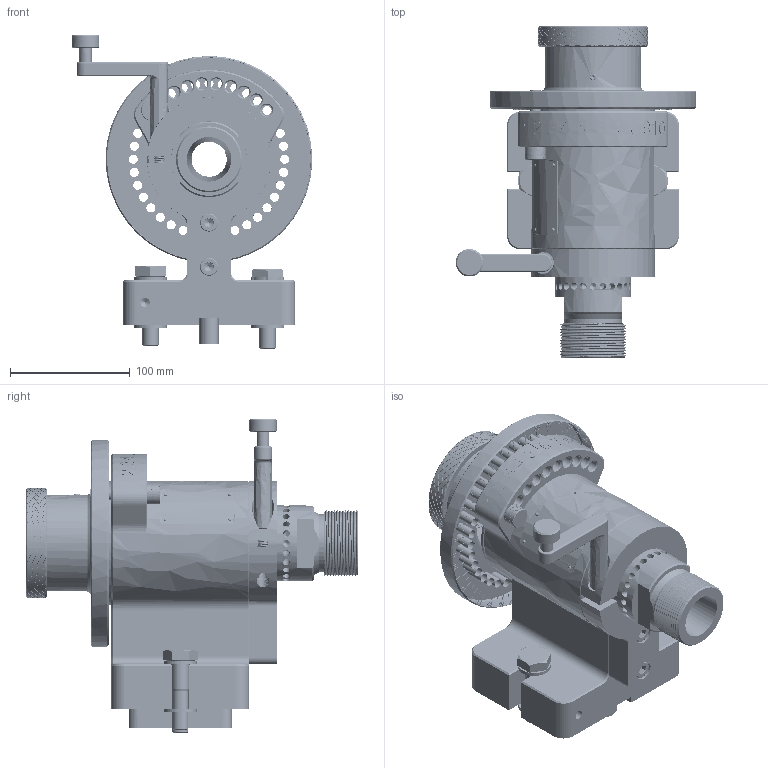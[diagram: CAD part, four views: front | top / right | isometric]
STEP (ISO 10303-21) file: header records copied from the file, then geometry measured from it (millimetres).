
FILE_DESCRIPTION(('FreeCAD Model'),'2;1');
FILE_NAME('Open CASCADE Shape Model','2025-05-09T06:15:03',('FreeCAD'),( 'FreeCAD'),'Open CASCADE STEP processor 7.6','FreeCAD','Unknown');
FILE_SCHEMA(('AUTOMOTIVE_DESIGN { 1 0 10303 214 1 1 1 1 }'));
Products named in the file (1): Open CASCADE STEP translator 7.6 1
Bounding box: 200.86 x 277.15 x 262.76 mm (x, y, z)
Volume: 2628130.7 mm3; surface area: 458450.2 mm2
Topology: 26 solids, 26 shells, 11138 faces, 27783 edges, 17698 vertices
Faces by surface type: bspline 11138
Entity records: 475910 total; most frequent: CARTESIAN_POINT 310569, ORIENTED_EDGE 55496, EDGE_CURVE 27748, B_SPLINE_CURVE_WITH_KNOTS 22061, VERTEX_POINT 17726, FACE_BOUND 12342, EDGE_LOOP 12314, ADVANCED_FACE 11110
